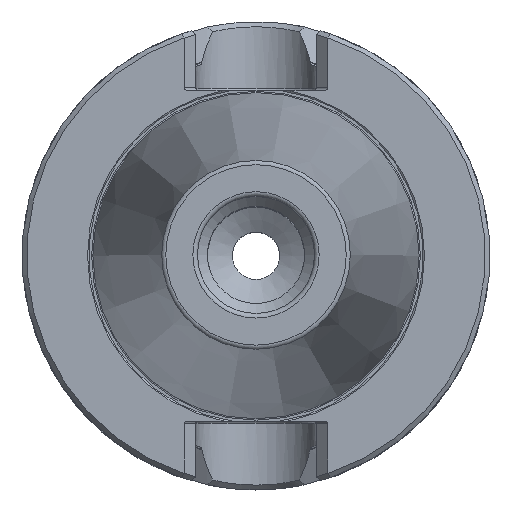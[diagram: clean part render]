
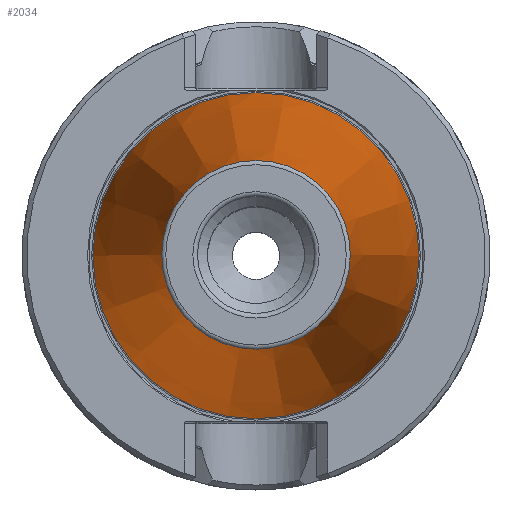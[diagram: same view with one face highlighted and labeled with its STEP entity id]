
A CAD part, top view. The second image highlights one B-rep face of the part: STEP entity #2034.
In plain terms, the highlighted conical face has half-angle 8.297 degrees and reference radius 19.788 mm.
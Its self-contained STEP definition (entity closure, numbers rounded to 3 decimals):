
#247=CONICAL_SURFACE('',#2165,19.788,0.145);
#318=ORIENTED_EDGE('',*,*,#671,.T.);
#319=ORIENTED_EDGE('',*,*,#670,.F.);
#670=EDGE_CURVE('',#860,#860,#996,.F.);
#671=EDGE_CURVE('',#861,#861,#997,.F.);
#860=VERTEX_POINT('',#2759);
#861=VERTEX_POINT('',#2762);
#996=CIRCLE('',#2164,20.154);
#997=CIRCLE('',#2166,34.849);
#1096=EDGE_LOOP('',(#318));
#1097=EDGE_LOOP('',(#319));
#1232=FACE_BOUND('',#1096,.T.);
#1233=FACE_BOUND('',#1097,.T.);
#2034=ADVANCED_FACE('',(#1232,#1233),#247,.T.);
#2164=AXIS2_PLACEMENT_3D('',#2758,#2394,#2395);
#2165=AXIS2_PLACEMENT_3D('',#2760,#2396,#2397);
#2166=AXIS2_PLACEMENT_3D('',#2761,#2398,#2399);
#2394=DIRECTION('',(0.,0.,-1.));
#2395=DIRECTION('',(-1.,0.,0.));
#2396=DIRECTION('',(0.,0.,-1.));
#2397=DIRECTION('',(-1.,0.,0.));
#2398=DIRECTION('',(0.,0.,-1.));
#2399=DIRECTION('',(-1.,0.,0.));
#2758=CARTESIAN_POINT('',(0.,0.,101.286));
#2759=CARTESIAN_POINT('',(-20.154,0.,101.286));
#2760=CARTESIAN_POINT('',(0.,0.,103.8));
#2761=CARTESIAN_POINT('',(0.,0.,0.524));
#2762=CARTESIAN_POINT('',(-34.849,0.,0.524));
